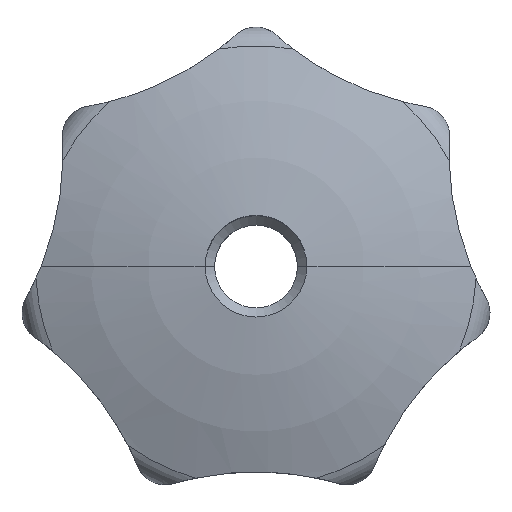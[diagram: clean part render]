
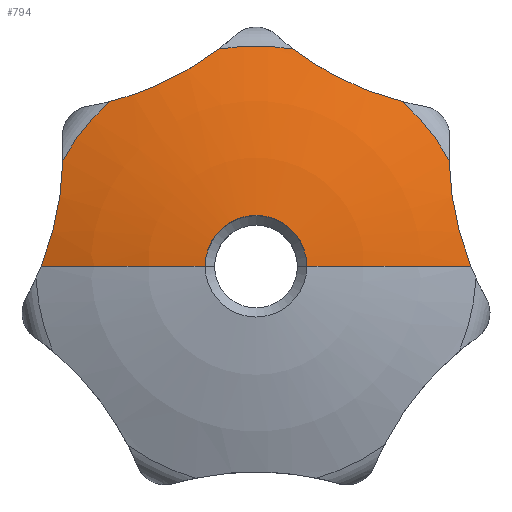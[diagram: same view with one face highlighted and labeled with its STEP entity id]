
A CAD part, top view. The second image highlights one B-rep face of the part: STEP entity #794.
In plain terms, the highlighted spherical face has radius 100 mm.
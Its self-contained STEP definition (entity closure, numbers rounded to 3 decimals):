
#330=VERTEX_POINT('',#942);
#348=EDGE_CURVE('',#572,#754,#960,.T.);
#364=EDGE_CURVE('',#330,#722,#978,.T.);
#374=VERTEX_POINT('',#988);
#572=VERTEX_POINT('',#1198);
#580=EDGE_CURVE('',#876,#860,#1206,.T.);
#598=VERTEX_POINT('',#1227);
#608=EDGE_CURVE('',#860,#598,#1238,.T.);
#612=VERTEX_POINT('',#1242);
#626=EDGE_CURVE('',#754,#896,#1257,.T.);
#698=EDGE_CURVE('',#612,#374,#1338,.T.);
#706=EDGE_CURVE('',#722,#876,#1347,.T.);
#722=VERTEX_POINT('',#1363);
#754=VERTEX_POINT('',#1400);
#786=EDGE_CURVE('',#374,#330,#1437,.T.);
#794=ADVANCED_FACE('',(#1445),#1446,.T.);
#796=EDGE_CURVE('',#896,#612,#1448,.T.);
#858=EDGE_CURVE('',#598,#572,#1520,.T.);
#860=VERTEX_POINT('',#1522);
#876=VERTEX_POINT('',#1538);
#896=VERTEX_POINT('',#1560);
#942=CARTESIAN_POINT('',(-24.479,27.534,42.966));
#960=B_SPLINE_CURVE_WITH_KNOTS('',3,(#1636,#1637,#1638,#1639,#1640,#1641,#1642,#1643,#1644,#1645,#1646,#1647,#1648,#1649),.UNSPECIFIED.,.F.,.F.,(4,2,2,2,2,2,4),(70.315,72.596,76.421,80.245,84.07,87.895,90.176),.UNSPECIFIED.);
#978=CIRCLE('',#1673,36.842);
#988=CARTESIAN_POINT('',(-6.265,36.306,42.966));
#1198=CARTESIAN_POINT('',(35.941,0.,43.318));
#1206=CIRCLE('',#2209,100.0);
#1227=CARTESIAN_POINT('',(8.5,0.,49.638));
#1238=CIRCLE('',#2252,8.5);
#1242=CARTESIAN_POINT('',(6.265,36.306,42.966));
#1257=CIRCLE('',#2288,36.842);
#1338=CIRCLE('',#2455,36.842);
#1347=B_SPLINE_CURVE_WITH_KNOTS('',3,(#2474,#2475,#2476,#2477,#2478,#2479,#2480,#2481,#2482,#2483,#2484,#2485,#2486,#2487),.UNSPECIFIED.,.F.,.F.,(4,2,2,2,2,2,4),(70.315,72.596,76.421,80.245,84.07,87.895,90.176),.UNSPECIFIED.);
#1363=CARTESIAN_POINT('',(-32.291,17.738,42.966));
#1400=CARTESIAN_POINT('',(32.291,17.738,42.966));
#1437=B_SPLINE_CURVE_WITH_KNOTS('',3,(#2642,#2643,#2644,#2645,#2646,#2647,#2648,#2649,#2650,#2651,#2652,#2653,#2654,#2655),.UNSPECIFIED.,.F.,.F.,(4,2,2,2,2,2,4),(70.315,72.596,76.421,80.245,84.07,87.895,90.176),.UNSPECIFIED.);
#1445=FACE_OUTER_BOUND('',#2671,.T.);
#1446=SPHERICAL_SURFACE('',#2672,100.0);
#1448=B_SPLINE_CURVE_WITH_KNOTS('',3,(#2675,#2676,#2677,#2678,#2679,#2680,#2681,#2682,#2683,#2684,#2685,#2686,#2687,#2688),.UNSPECIFIED.,.F.,.F.,(4,2,2,2,2,2,4),(70.315,72.596,76.421,80.245,84.07,87.895,90.176),.UNSPECIFIED.);
#1520=CIRCLE('',#2811,100.0);
#1522=CARTESIAN_POINT('',(-8.5,0.,49.638));
#1538=CARTESIAN_POINT('',(-35.941,0.,43.318));
#1560=CARTESIAN_POINT('',(24.479,27.534,42.966));
#1636=CARTESIAN_POINT('',(36.789,-1.971,42.966));
#1637=CARTESIAN_POINT('',(36.462,-1.255,43.11));
#1638=CARTESIAN_POINT('',(36.152,-0.53,43.238));
#1639=CARTESIAN_POINT('',(35.37,1.425,43.535));
#1640=CARTESIAN_POINT('',(34.929,2.667,43.673));
#1641=CARTESIAN_POINT('',(34.153,5.16,43.854));
#1642=CARTESIAN_POINT('',(33.817,6.411,43.898));
#1643=CARTESIAN_POINT('',(33.25,8.897,43.898));
#1644=CARTESIAN_POINT('',(33.01,10.17,43.854));
#1645=CARTESIAN_POINT('',(32.627,12.752,43.673));
#1646=CARTESIAN_POINT('',(32.485,14.062,43.535));
#1647=CARTESIAN_POINT('',(32.342,16.164,43.238));
#1648=CARTESIAN_POINT('',(32.307,16.951,43.11));
#1649=CARTESIAN_POINT('',(32.291,17.738,42.966));
#1673=AXIS2_PLACEMENT_3D('',#2966,#2967,#2968);
#2209=AXIS2_PLACEMENT_3D('',#3149,#3150,#3151);
#2252=AXIS2_PLACEMENT_3D('',#3195,#3196,#3197);
#2288=AXIS2_PLACEMENT_3D('',#3212,#3213,#3214);
#2455=AXIS2_PLACEMENT_3D('',#3314,#3315,#3316);
#2474=CARTESIAN_POINT('',(-32.291,17.738,42.966));
#2475=CARTESIAN_POINT('',(-32.307,16.951,43.11));
#2476=CARTESIAN_POINT('',(-32.342,16.164,43.238));
#2477=CARTESIAN_POINT('',(-32.485,14.062,43.535));
#2478=CARTESIAN_POINT('',(-32.627,12.752,43.673));
#2479=CARTESIAN_POINT('',(-33.01,10.17,43.854));
#2480=CARTESIAN_POINT('',(-33.25,8.897,43.898));
#2481=CARTESIAN_POINT('',(-33.817,6.411,43.898));
#2482=CARTESIAN_POINT('',(-34.153,5.16,43.854));
#2483=CARTESIAN_POINT('',(-34.929,2.667,43.673));
#2484=CARTESIAN_POINT('',(-35.37,1.425,43.535));
#2485=CARTESIAN_POINT('',(-36.152,-0.53,43.238));
#2486=CARTESIAN_POINT('',(-36.462,-1.255,43.11));
#2487=CARTESIAN_POINT('',(-36.789,-1.971,42.966));
#2642=CARTESIAN_POINT('',(-6.265,36.306,42.966));
#2643=CARTESIAN_POINT('',(-6.89,35.827,43.11));
#2644=CARTESIAN_POINT('',(-7.528,35.364,43.238));
#2645=CARTESIAN_POINT('',(-9.26,34.166,43.535));
#2646=CARTESIAN_POINT('',(-10.373,33.46,43.673));
#2647=CARTESIAN_POINT('',(-12.63,32.149,43.854));
#2648=CARTESIAN_POINT('',(-13.775,31.543,43.898));
#2649=CARTESIAN_POINT('',(-16.073,30.436,43.898));
#2650=CARTESIAN_POINT('',(-17.26,29.919,43.854));
#2651=CARTESIAN_POINT('',(-19.693,28.972,43.673));
#2652=CARTESIAN_POINT('',(-20.938,28.542,43.535));
#2653=CARTESIAN_POINT('',(-22.955,27.935,43.238));
#2654=CARTESIAN_POINT('',(-23.715,27.725,43.11));
#2655=CARTESIAN_POINT('',(-24.479,27.534,42.966));
#2671=EDGE_LOOP('',(#3450,#3451,#3452,#3453,#3454,#3455,#3456,#3457,#3458,#3459));
#2672=AXIS2_PLACEMENT_3D('',#3460,#3461,#3462);
#2675=CARTESIAN_POINT('',(24.479,27.534,42.966));
#2676=CARTESIAN_POINT('',(23.715,27.725,43.11));
#2677=CARTESIAN_POINT('',(22.955,27.935,43.238));
#2678=CARTESIAN_POINT('',(20.938,28.542,43.535));
#2679=CARTESIAN_POINT('',(19.693,28.972,43.673));
#2680=CARTESIAN_POINT('',(17.26,29.919,43.854));
#2681=CARTESIAN_POINT('',(16.073,30.436,43.898));
#2682=CARTESIAN_POINT('',(13.775,31.543,43.898));
#2683=CARTESIAN_POINT('',(12.63,32.149,43.854));
#2684=CARTESIAN_POINT('',(10.373,33.46,43.673));
#2685=CARTESIAN_POINT('',(9.26,34.166,43.535));
#2686=CARTESIAN_POINT('',(7.528,35.364,43.238));
#2687=CARTESIAN_POINT('',(6.89,35.827,43.11));
#2688=CARTESIAN_POINT('',(6.265,36.306,42.966));
#2811=AXIS2_PLACEMENT_3D('',#3551,#3552,#3553);
#2966=CARTESIAN_POINT('',(0.,0.,42.966));
#2967=DIRECTION('',(0.,0.,1.0));
#2968=DIRECTION('',(1.0,0.,0.));
#3149=CARTESIAN_POINT('',(0.,0.,-50.));
#3150=DIRECTION('',(0.,1.0,0.));
#3151=DIRECTION('',(0.0,0.,-1.0));
#3195=CARTESIAN_POINT('',(0.,0.,49.638));
#3196=DIRECTION('',(0.,0.,-1.0));
#3197=DIRECTION('',(1.0,0.,0.));
#3212=CARTESIAN_POINT('',(0.,0.,42.966));
#3213=DIRECTION('',(0.,0.,1.0));
#3214=DIRECTION('',(1.0,0.,0.));
#3314=CARTESIAN_POINT('',(0.,0.,42.966));
#3315=DIRECTION('',(0.,0.,1.0));
#3316=DIRECTION('',(1.0,0.,0.));
#3450=ORIENTED_EDGE('',*,*,#858,.T.);
#3451=ORIENTED_EDGE('',*,*,#348,.T.);
#3452=ORIENTED_EDGE('',*,*,#626,.T.);
#3453=ORIENTED_EDGE('',*,*,#796,.T.);
#3454=ORIENTED_EDGE('',*,*,#698,.T.);
#3455=ORIENTED_EDGE('',*,*,#786,.T.);
#3456=ORIENTED_EDGE('',*,*,#364,.T.);
#3457=ORIENTED_EDGE('',*,*,#706,.T.);
#3458=ORIENTED_EDGE('',*,*,#580,.T.);
#3459=ORIENTED_EDGE('',*,*,#608,.T.);
#3460=CARTESIAN_POINT('',(0.,0.,-50.));
#3461=DIRECTION('',(0.,0.,1.0));
#3462=DIRECTION('',(-1.0,0.,0.0));
#3551=CARTESIAN_POINT('',(0.,0.,-50.));
#3552=DIRECTION('',(0.,1.0,0.));
#3553=DIRECTION('',(0.0,0.,-1.0));
